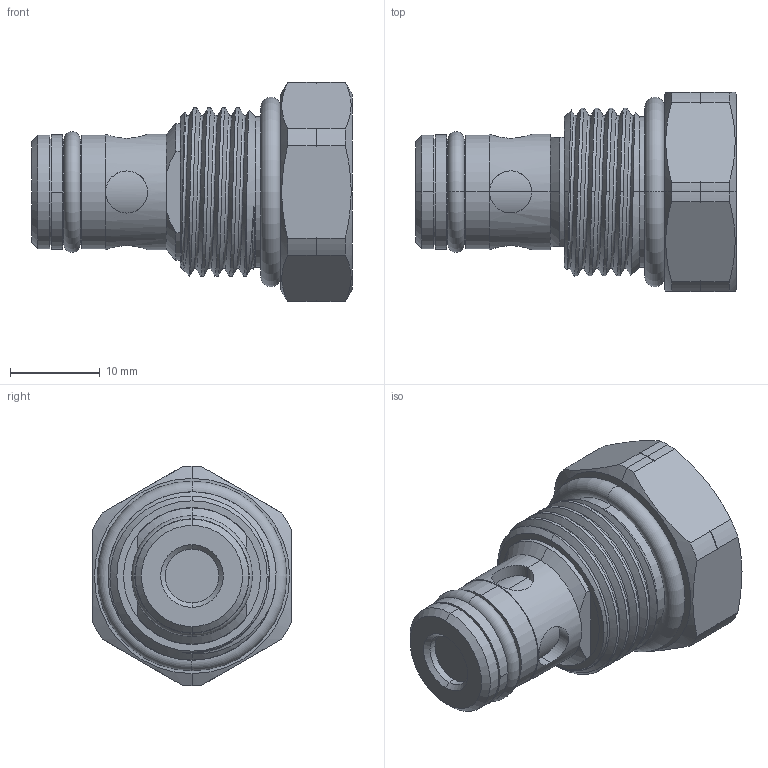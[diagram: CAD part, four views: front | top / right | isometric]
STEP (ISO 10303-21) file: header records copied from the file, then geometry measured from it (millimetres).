
FILE_DESCRIPTION (( 'STEP AP203' ), '1' );
FILE_NAME ('CV08W20-N-2.STEP', '2023-12-15T03:40:33', ( '' ), ( '' ), 'SwSTEP 2.0', 'SolidWorks 2018', '' );
FILE_SCHEMA (( 'CONFIG_CONTROL_DESIGN' ));
Length unit declared in the file: millimetre
Products named in the file (1): CV08W20-N-2
Bounding box: 35.8 x 22.22 x 24.5 mm (x, y, z)
Volume: 8361.4 mm3; surface area: 3315 mm2
Topology: 1 solids, 1 shells, 121 faces, 296 edges, 189 vertices
Faces by surface type: cylinder 62, cone 30, plane 22, torus 4, bspline 3
Entity records: 5821 total; most frequent: CARTESIAN_POINT 3001, ORIENTED_EDGE 592, DIRECTION 557, EDGE_CURVE 296, AXIS2_PLACEMENT_3D 232, VERTEX_POINT 189, EDGE_LOOP 133, FACE_OUTER_BOUND 121
